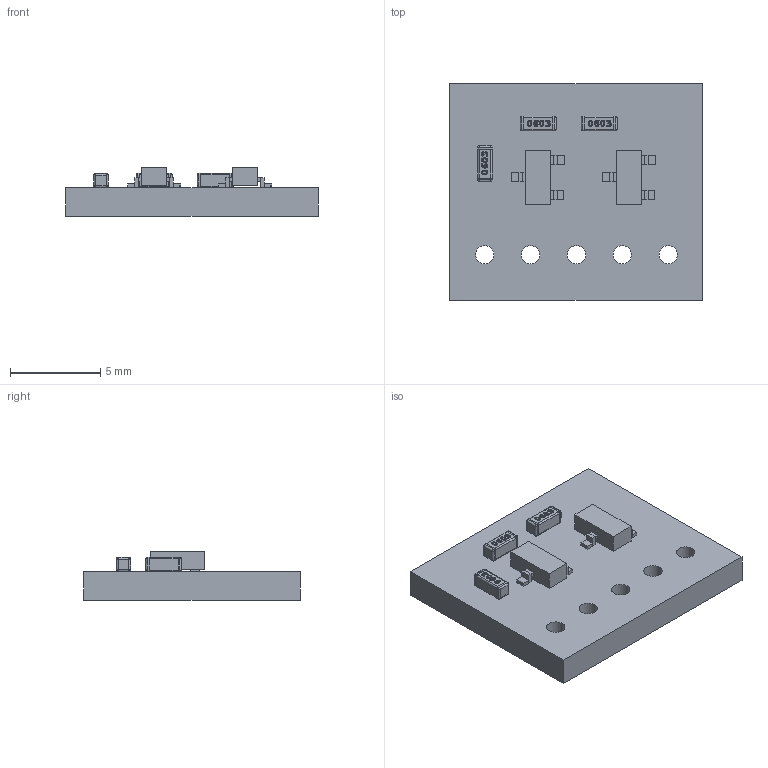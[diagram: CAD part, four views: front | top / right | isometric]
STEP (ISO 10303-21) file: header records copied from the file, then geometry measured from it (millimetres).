
FILE_DESCRIPTION(('Open CASCADE Model'),'2;1');
FILE_NAME('Open CASCADE Shape Model','2023-08-27T19:45:45',('Author'),( 'Open CASCADE'),'Open CASCADE STEP processor 7.5','Open CASCADE 7.5' ,'Unknown');
FILE_SCHEMA(('AUTOMOTIVE_DESIGN { 1 0 10303 214 1 1 1 1 }'));
Length unit declared in the file: millimetre
Products named in the file (21): PCB; Board; Open CASCADE STEP translator 7.5 2.1.1; Q1; 6746868000; Extruded; 6747147040; 6747275616; 6747275936; 6747276176; 6747276336; Q2; R1; User Library-0603(1608M) Res; R2; R3
Assembly tree (36 placements, depth 4):
  PCB
    Board
      Open CASCADE STEP translator 7.5 2.1.1
    Q1
      6746868000
        Extruded
      6747147040
        Extruded
      6747275616  x2
        Extruded
      6747275936  x3
        Extruded
      6747276176  x2
        Extruded
      6747276336
        Extruded
    Q2
      6746868000
        Extruded
      6747147040
        Extruded
      6747275616  x2
        Extruded
      6747275936  x3
        Extruded
      6747276176  x2
        Extruded
      6747276336
        Extruded
    R1
      User Library-0603(1608M) Res
    R2
      User Library-0603(1608M) Res
    R3
      User Library-0603(1608M) Res
Bounding box: 14 x 12 x 2.69 mm (x, y, z)
Volume: 273.5 mm3; surface area: 512.3 mm2
Topology: 30 solids, 30 shells, 506 faces, 1221 edges, 772 vertices
Faces by surface type: plane 225, bspline 216, cylinder 65
Full cylindrical faces by diameter (mm): 1.016 x5
Entity records: 9179 total; most frequent: CARTESIAN_POINT 4240, ORIENTED_EDGE 818, DIRECTION 573, EDGE_CURVE 409, VERTEX_POINT 264, LINE 231, VECTOR 231, FACE_BOUND 189
